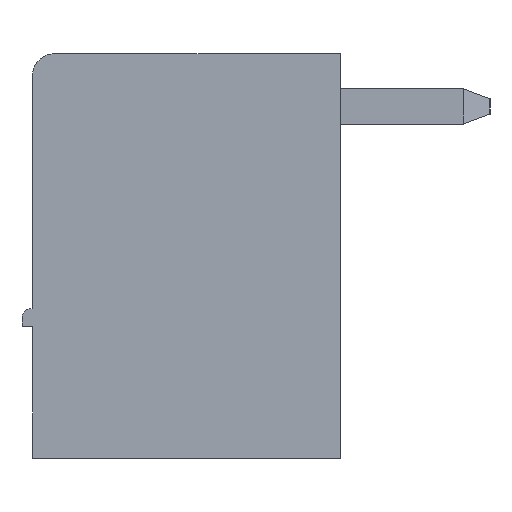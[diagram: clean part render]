
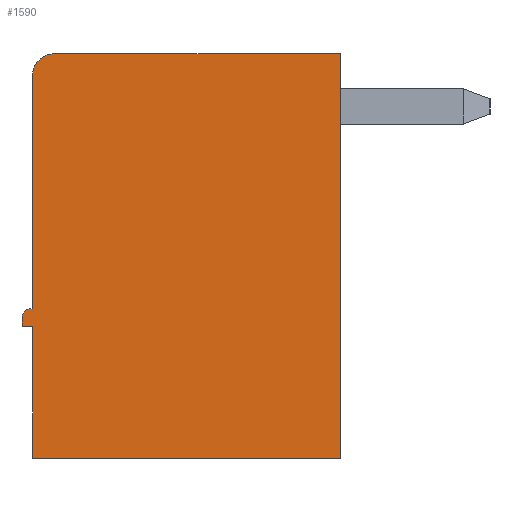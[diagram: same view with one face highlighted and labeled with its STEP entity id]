
A CAD part, left-side view. The second image highlights one B-rep face of the part: STEP entity #1590.
In plain terms, the highlighted planar face has unit normal (-1, 0, 0).
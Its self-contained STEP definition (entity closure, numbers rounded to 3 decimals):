
#253=CIRCLE('',#14978,0.2);
#254=CIRCLE('',#14979,0.5);
#853=FACE_OUTER_BOUND('',#3136,.T.);
#1590=ADVANCED_FACE('',(#853),#2294,.T.);
#2294=PLANE('',#14980);
#3136=EDGE_LOOP('',(#6532,#6533,#6534,#6535,#6536,#6537,#6538,#6539,#6540,
#6541));
#6532=ORIENTED_EDGE('',*,*,#10285,.F.);
#6533=ORIENTED_EDGE('',*,*,#10286,.F.);
#6534=ORIENTED_EDGE('',*,*,#10287,.F.);
#6535=ORIENTED_EDGE('',*,*,#10288,.F.);
#6536=ORIENTED_EDGE('',*,*,#10289,.F.);
#6537=ORIENTED_EDGE('',*,*,#10290,.F.);
#6538=ORIENTED_EDGE('',*,*,#10291,.F.);
#6539=ORIENTED_EDGE('',*,*,#8802,.F.);
#6540=ORIENTED_EDGE('',*,*,#10292,.F.);
#6541=ORIENTED_EDGE('',*,*,#10293,.F.);
#7500=VERTEX_POINT('',#19143);
#7502=VERTEX_POINT('',#19147);
#8414=VERTEX_POINT('',#22226);
#8415=VERTEX_POINT('',#22227);
#8416=VERTEX_POINT('',#22229);
#8417=VERTEX_POINT('',#22231);
#8418=VERTEX_POINT('',#22233);
#8419=VERTEX_POINT('',#22235);
#8420=VERTEX_POINT('',#22237);
#8421=VERTEX_POINT('',#22240);
#8802=EDGE_CURVE('',#7502,#7500,#10792,.T.);
#10285=EDGE_CURVE('',#8414,#8415,#12169,.T.);
#10286=EDGE_CURVE('',#8416,#8414,#12170,.T.);
#10287=EDGE_CURVE('',#8417,#8416,#253,.T.);
#10288=EDGE_CURVE('',#8418,#8417,#12171,.T.);
#10289=EDGE_CURVE('',#8419,#8418,#12172,.T.);
#10290=EDGE_CURVE('',#8420,#8419,#12173,.T.);
#10291=EDGE_CURVE('',#7500,#8420,#12174,.T.);
#10292=EDGE_CURVE('',#8421,#7502,#12175,.T.);
#10293=EDGE_CURVE('',#8415,#8421,#254,.T.);
#10792=LINE('',#19148,#12661);
#12169=LINE('',#22225,#14038);
#12170=LINE('',#22228,#14039);
#12171=LINE('',#22232,#14040);
#12172=LINE('',#22234,#14041);
#12173=LINE('',#22236,#14042);
#12174=LINE('',#22238,#14043);
#12175=LINE('',#22239,#14044);
#12661=VECTOR('',#15367,1.);
#14038=VECTOR('',#18122,1.);
#14039=VECTOR('',#18123,1.);
#14040=VECTOR('',#18126,1.);
#14041=VECTOR('',#18127,1.);
#14042=VECTOR('',#18128,1.);
#14043=VECTOR('',#18129,1.);
#14044=VECTOR('',#18130,1.);
#14978=AXIS2_PLACEMENT_3D('',#22230,#18124,#18125);
#14979=AXIS2_PLACEMENT_3D('',#22241,#18131,#18132);
#14980=AXIS2_PLACEMENT_3D('',#22242,#18133,#18134);
#15367=DIRECTION('',(0.,0.,-1.));
#18122=DIRECTION('',(0.,0.,1.));
#18123=DIRECTION('',(0.,-1.,0.));
#18124=DIRECTION('',(1.,0.,0.));
#18125=DIRECTION('',(0.,1.,0.));
#18126=DIRECTION('',(0.,0.,1.));
#18127=DIRECTION('',(0.,1.,0.));
#18128=DIRECTION('',(0.,0.,1.));
#18129=DIRECTION('',(0.,1.,0.));
#18130=DIRECTION('',(0.,-1.,0.));
#18131=DIRECTION('',(1.,0.,0.));
#18132=DIRECTION('',(0.,1.,0.));
#18133=DIRECTION('',(-1.,0.,0.));
#18134=DIRECTION('',(0.,0.,1.));
#19143=CARTESIAN_POINT('',(-11.33,0.05,26.8));
#19147=CARTESIAN_POINT('',(-11.33,0.05,36.));
#19148=CARTESIAN_POINT('',(-11.33,0.05,36.));
#22225=CARTESIAN_POINT('',(-11.33,7.05,30.2));
#22226=CARTESIAN_POINT('',(-11.33,7.05,30.2));
#22227=CARTESIAN_POINT('',(-11.33,7.05,35.5));
#22228=CARTESIAN_POINT('',(-11.33,7.09,30.2));
#22229=CARTESIAN_POINT('',(-11.33,7.09,30.2));
#22230=CARTESIAN_POINT('',(-11.33,7.09,30.));
#22231=CARTESIAN_POINT('',(-11.33,7.29,30.));
#22232=CARTESIAN_POINT('',(-11.33,7.29,29.8));
#22233=CARTESIAN_POINT('',(-11.33,7.29,29.8));
#22234=CARTESIAN_POINT('',(-11.33,7.05,29.8));
#22235=CARTESIAN_POINT('',(-11.33,7.05,29.8));
#22236=CARTESIAN_POINT('',(-11.33,7.05,26.8));
#22237=CARTESIAN_POINT('',(-11.33,7.05,26.8));
#22238=CARTESIAN_POINT('',(-11.33,0.05,26.8));
#22239=CARTESIAN_POINT('',(-11.33,6.55,36.));
#22240=CARTESIAN_POINT('',(-11.33,6.55,36.));
#22241=CARTESIAN_POINT('',(-11.33,6.55,35.5));
#22242=CARTESIAN_POINT('',(-11.33,3.55,26.8));
